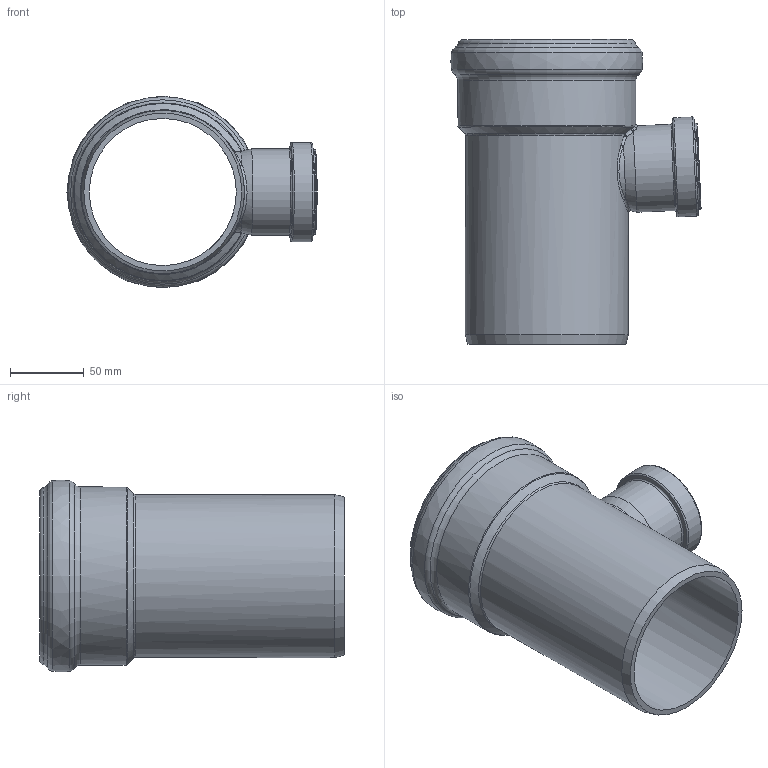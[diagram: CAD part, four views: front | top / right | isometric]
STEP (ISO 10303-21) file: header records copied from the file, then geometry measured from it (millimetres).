
FILE_DESCRIPTION(/* description */ (''),/* implementation_level */ '2;1');
FILE_NAME(/* name */ '335440 Skolan safe EA Abzweig DN_OD 110x50x87° Übergang an HT Safe.stp',/* time_stamp */ '2020-07-21T22:18:12+02:00',/* author */ ('corinna'),/* organization */ (''),/* preprocessor_version */ 'ST-DEVELOPER v18',/* originating_system */ 'Autodesk Inventor 2020',/* authorisation */ '');
FILE_SCHEMA (('AUTOMOTIVE_DESIGN { 1 0 10303 214 3 1 1 }'));
Length unit declared in the file: millimetre
Products named in the file (1): 335440 Skolan safe EA Abzweig DN_OD 110x50x87° Übergang an HT
 Safe
Bounding box: 169.21 x 206.2 x 129.68 mm (x, y, z)
Volume: 403383.1 mm3; surface area: 166025.7 mm2
Topology: 1 solids, 1 shells, 73 faces, 249 edges, 178 vertices
Faces by surface type: torus 24, bspline 17, cylinder 17, cone 11, plane 4
Full cylindrical faces by diameter (mm): 46.6 x1, 50.8 x1, 51.2 x2, 58 x1, 58.4 x1, 60.3 x1, 67.1 x1, 99.5 x1, 110.3 x1, 110.9 x1, 111 x1, 111.3 x1, 120.5 x1, 121.4 x1
Entity records: 3864 total; most frequent: CARTESIAN_POINT 1612, ORIENTED_EDGE 498, DIRECTION 481, EDGE_CURVE 249, AXIS2_PLACEMENT_3D 228, VERTEX_POINT 178, CIRCLE 171, EDGE_LOOP 77
